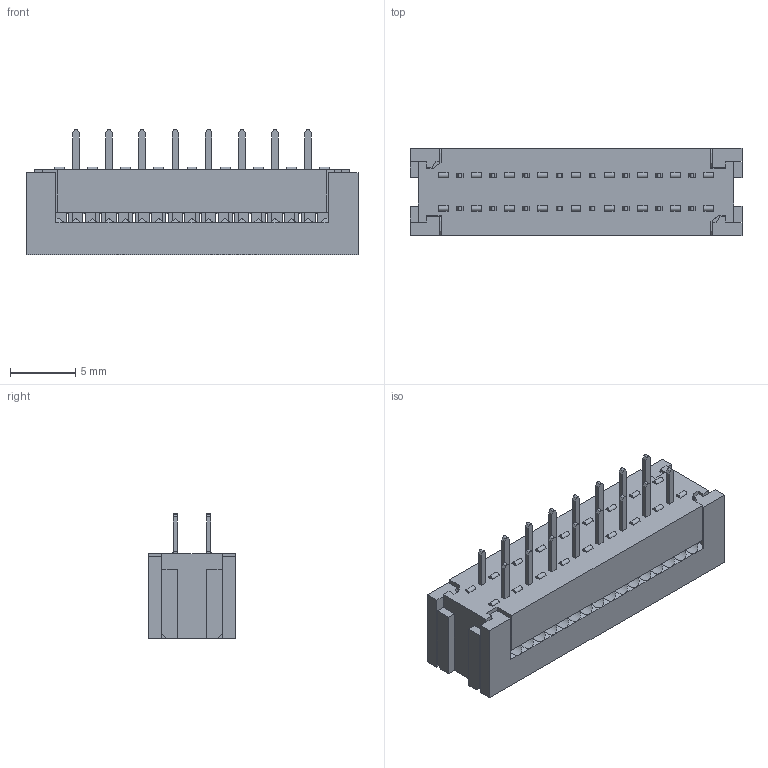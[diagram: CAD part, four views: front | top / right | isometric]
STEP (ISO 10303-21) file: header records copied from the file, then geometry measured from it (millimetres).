
FILE_DESCRIPTION(('STEP AP214'),'1');
FILE_NAME(' ',' ',('TraceParts'),('TraceParts S.A.'),'XStep 1.0',' ',' ');
FILE_SCHEMA(('automotive_design'));
Length unit declared in the file: millimetre
Products named in the file (1): C-0216093-16-3-L
Bounding box: 25.4 x 6.72 x 9.61 mm (x, y, z)
Volume: 970.2 mm3; surface area: 1484 mm2
Topology: 1 solids, 1 shells, 724 faces, 1894 edges, 1240 vertices
Faces by surface type: plane 658, cylinder 66
Entity records: 22265 total; most frequent: CARTESIAN_POINT 4499, ORIENTED_EDGE 3788, DIRECTION 3284, EDGE_CURVE 1894, LINE 1698, VECTOR 1698, VERTEX_POINT 1240, EDGE_LOOP 854
